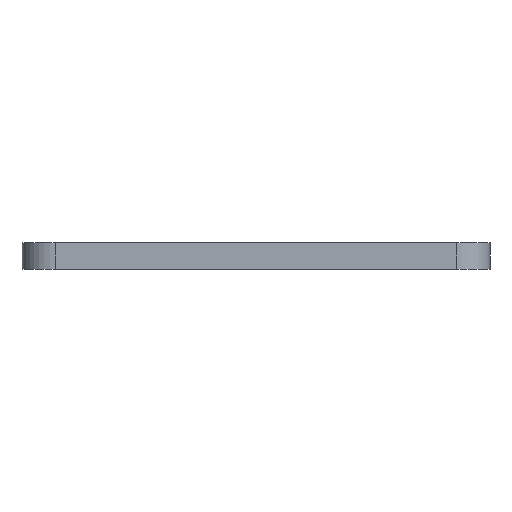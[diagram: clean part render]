
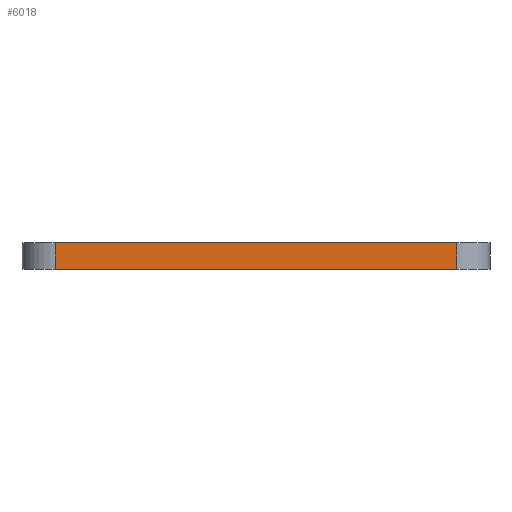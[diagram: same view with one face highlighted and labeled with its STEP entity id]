
A CAD part, left-side view. The second image highlights one B-rep face of the part: STEP entity #6018.
In plain terms, the highlighted planar face has unit normal (-1, 0, 0).
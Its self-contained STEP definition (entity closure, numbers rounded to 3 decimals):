
#112 = EDGE_CURVE ( 'NONE', #5684, #3758, #5825, .T. ) ;
#575 = VERTEX_POINT ( 'NONE', #6315 ) ;
#581 = FACE_OUTER_BOUND ( 'NONE', #2104, .T. ) ;
#584 = CARTESIAN_POINT ( 'NONE',  ( -32.25, -17.5, 2. ) ) ;
#796 = EDGE_CURVE ( 'NONE', #575, #7138, #4402, .T. ) ;
#1110 = DIRECTION ( 'NONE',  ( 0., -1., 0. ) ) ;
#1484 = ORIENTED_EDGE ( 'NONE', *, *, #5349, .T. ) ;
#1597 = CARTESIAN_POINT ( 'NONE',  ( -32.25, 15., 2. ) ) ;
#1777 = DIRECTION ( 'NONE',  ( 0., 0., -1. ) ) ;
#2103 = AXIS2_PLACEMENT_3D ( 'NONE', #584, #6941, #1777 ) ;
#2104 = EDGE_LOOP ( 'NONE', ( #1484, #5619, #5226, #6006 ) ) ;
#2186 = DIRECTION ( 'NONE',  ( 0., 0., 1. ) ) ;
#2495 = CARTESIAN_POINT ( 'NONE',  ( -32.25, -17.5, 2. ) ) ;
#2687 = VECTOR ( 'NONE', #1110, 1000. ) ;
#3085 = DIRECTION ( 'NONE',  ( 0., -1., 0. ) ) ;
#3198 = VECTOR ( 'NONE', #3085, 1000. ) ;
#3221 = LINE ( 'NONE', #2495, #3198 ) ;
#3551 = LINE ( 'NONE', #5807, #2687 ) ;
#3758 = VERTEX_POINT ( 'NONE', #6871 ) ;
#3790 = CARTESIAN_POINT ( 'NONE',  ( -32.25, -15., 2. ) ) ;
#4000 = EDGE_CURVE ( 'NONE', #5684, #7138, #3221, .T. ) ;
#4123 = CARTESIAN_POINT ( 'NONE',  ( -32.25, 15., 2. ) ) ;
#4150 = DIRECTION ( 'NONE',  ( 0., 0., -1. ) ) ;
#4374 = VECTOR ( 'NONE', #2186, 1000. ) ;
#4402 = LINE ( 'NONE', #3790, #4374 ) ;
#5226 = ORIENTED_EDGE ( 'NONE', *, *, #4000, .F. ) ;
#5349 = EDGE_CURVE ( 'NONE', #3758, #575, #3551, .T. ) ;
#5353 = PLANE ( 'NONE',  #2103 ) ;
#5403 = VECTOR ( 'NONE', #4150, 1000. ) ;
#5619 = ORIENTED_EDGE ( 'NONE', *, *, #796, .T. ) ;
#5659 = CARTESIAN_POINT ( 'NONE',  ( -32.25, -15., 2. ) ) ;
#5684 = VERTEX_POINT ( 'NONE', #1597 ) ;
#5807 = CARTESIAN_POINT ( 'NONE',  ( -32.25, -17.5, 0. ) ) ;
#5825 = LINE ( 'NONE', #4123, #5403 ) ;
#6006 = ORIENTED_EDGE ( 'NONE', *, *, #112, .T. ) ;
#6018 = ADVANCED_FACE ( 'NONE', ( #581 ), #5353, .F. ) ;
#6315 = CARTESIAN_POINT ( 'NONE',  ( -32.25, -15., 0. ) ) ;
#6871 = CARTESIAN_POINT ( 'NONE',  ( -32.25, 15., 0. ) ) ;
#6941 = DIRECTION ( 'NONE',  ( 1., 0., 0. ) ) ;
#7138 = VERTEX_POINT ( 'NONE', #5659 ) ;
